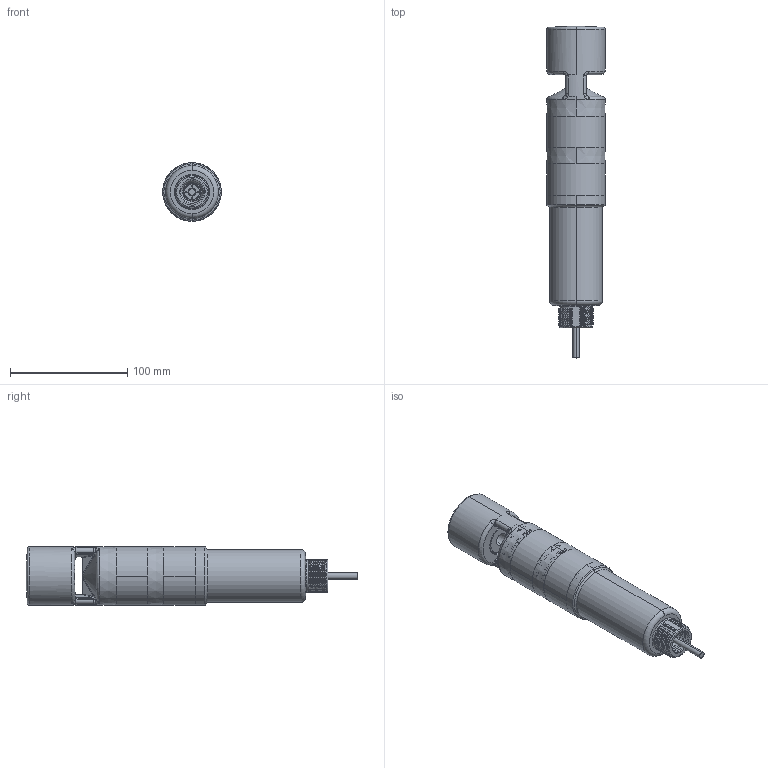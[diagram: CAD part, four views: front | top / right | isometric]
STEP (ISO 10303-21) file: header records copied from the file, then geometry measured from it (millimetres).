
FILE_DESCRIPTION((''),'2;1');
FILE_NAME('169923_ASM','2013-03-20T',('pdmadmin'),(''),'PRO/ENGINEER BY PARAMETRIC TECHNOLOGY CORPORATION, 2012300','PRO/ENGINEER BY PARAMETRIC TECHNOLOGY CORPORATION, 2012300','');
FILE_SCHEMA(('CONFIG_CONTROL_DESIGN'));
Products named in the file (11): 168245; 168246; 168302; 140412_GENERIC; 140427; 168401; 163979_GENERIC; 62676; 62677; CABLE_215; 169923_ASM
Assembly tree (12 placements, depth 2):
  169923_ASM
    168245
    168246
    168302
    140412_GENERIC  x2
    140427  x2
    168401
    163979_GENERIC
    62676
    62677
    CABLE_215
Bounding box: 50 x 283.32 x 50 mm (x, y, z)
Volume: 160727.5 mm3; surface area: 122679.4 mm2
Topology: 12 solids, 12 shells, 1774 faces, 4487 edges, 2808 vertices
Faces by surface type: plane 542, bspline 527, cylinder 375, cone 132, torus 124, sphere 74
Entity records: 110828 total; most frequent: CARTESIAN_POINT 80924, ORIENTED_EDGE 6902, DIRECTION 5194, EDGE_CURVE 3451, VERTEX_POINT 2132, AXIS2_PLACEMENT_3D 2094, EDGE_LOOP 1471, FACE_OUTER_BOUND 1395
